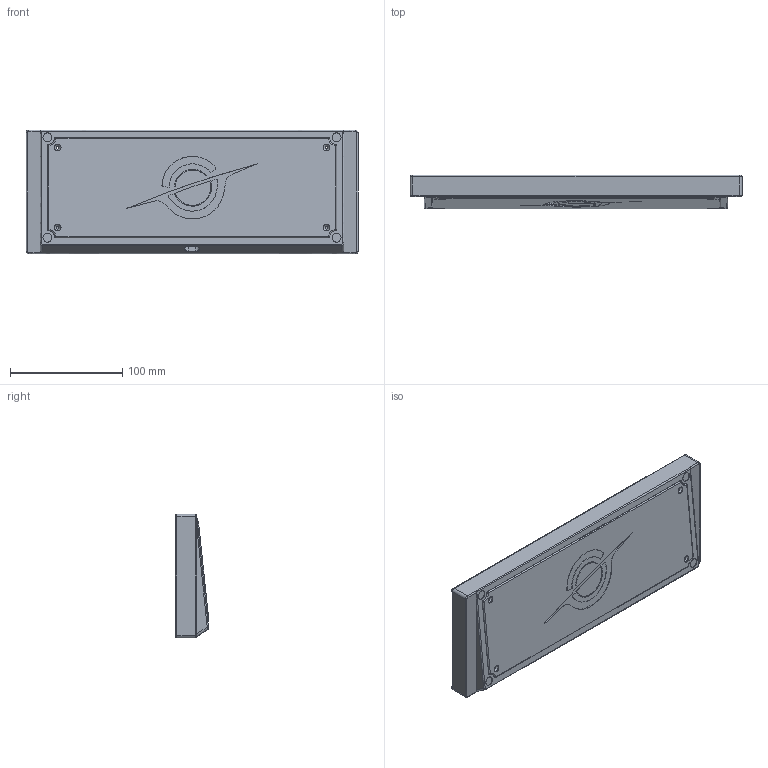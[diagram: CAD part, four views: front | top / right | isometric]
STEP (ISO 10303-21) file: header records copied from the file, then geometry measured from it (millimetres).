
FILE_DESCRIPTION(/* description */ (''),/* implementation_level */ '2;1');
FILE_NAME(/* name */ 'case and weight.step',/* time_stamp */ '2022-12-22T16:27:11-05:00',/* author */ (''),/* organization */ (''),/* preprocessor_version */ 'ST-DEVELOPER v19.2',/* originating_system */ 'Autodesk Translation Framework v11.17.0.187',/* authorisation */ '');
FILE_SCHEMA (('AUTOMOTIVE_DESIGN { 1 0 10303 214 3 1 1 }'));
Length unit declared in the file: millimetre
Products named in the file (1): (Unsaved)
Bounding box: 295.7 x 29.96 x 110.2 mm (x, y, z)
Volume: 313746.7 mm3; surface area: 146436.7 mm2
Topology: 2 solids, 2 shells, 497 faces, 1333 edges, 853 vertices
Faces by surface type: cylinder 304, plane 128, bspline 43, cone 8, sphere 8, torus 6
Full cylindrical faces by diameter (mm): 1.567 x36, 2 x36, 2.459 x14, 3 x18, 6 x4, 8 x4
Entity records: 24503 total; most frequent: CARTESIAN_POINT 12562, ORIENTED_EDGE 2658, DIRECTION 2328, EDGE_CURVE 1329, AXIS2_PLACEMENT_3D 858, VERTEX_POINT 853, LINE 612, VECTOR 612
